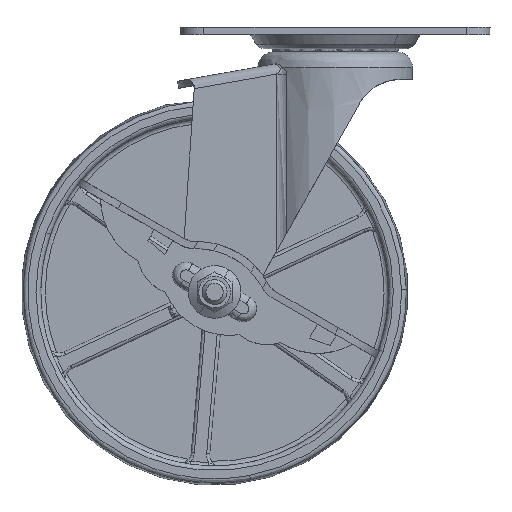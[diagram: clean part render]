
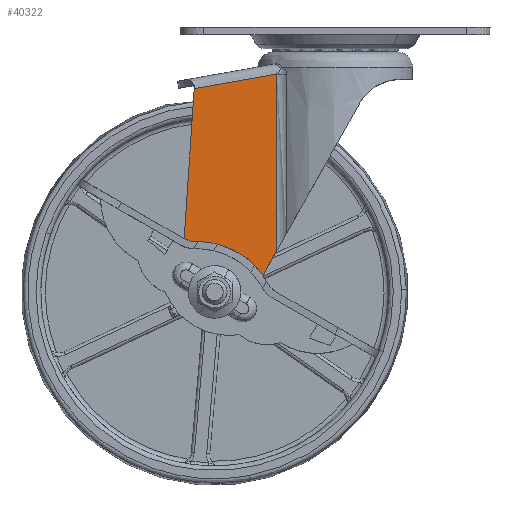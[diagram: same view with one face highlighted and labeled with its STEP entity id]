
A CAD part, front view. The second image highlights one B-rep face of the part: STEP entity #40322.
In plain terms, the highlighted free-form (B-spline) face has degree [1, 1] with [2, 2] control points.
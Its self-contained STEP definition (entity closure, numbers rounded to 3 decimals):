
#36498=CARTESIAN_POINT('',(-3.054,-18.3,-2.583));
#36499=VERTEX_POINT('',#36498);
#36505=CARTESIAN_POINT('',(0.0,-18.3,-4.0));
#36506=VERTEX_POINT('',#36505);
#36507=CARTESIAN_POINT('',(-3.054,-18.3,-2.583));
#36508=CARTESIAN_POINT('',(-2.797,-18.3,-2.887));
#36509=CARTESIAN_POINT('',(-2.274,-18.3,-3.345));
#36510=CARTESIAN_POINT('',(-1.231,-18.3,-3.864));
#36511=CARTESIAN_POINT('',(-0.471,-18.3,-4.));
#36512=CARTESIAN_POINT('',(0.0,-18.3,-4.0));
#36513=B_SPLINE_CURVE_WITH_KNOTS('',3,(#36507,#36508,#36509,#36510,#36511,#36512),.UNSPECIFIED.,.F.,.U.,(4,1,1,4),(0.,1.195,2.063,3.475),.UNSPECIFIED.);
#36514=EDGE_CURVE('',#36499,#36506,#36513,.T.);
#36516=CARTESIAN_POINT('',(4.,-18.3,0.));
#36517=VERTEX_POINT('',#36516);
#36518=CARTESIAN_POINT('',(0.0,-18.3,-4.0));
#36519=CARTESIAN_POINT('',(0.491,-18.3,-4.));
#36520=CARTESIAN_POINT('',(1.276,-18.3,-3.854));
#36521=CARTESIAN_POINT('',(2.182,-18.3,-3.383));
#36522=CARTESIAN_POINT('',(2.823,-18.3,-2.87));
#36523=CARTESIAN_POINT('',(3.353,-18.3,-2.24));
#36524=CARTESIAN_POINT('',(3.854,-18.3,-1.276));
#36525=CARTESIAN_POINT('',(4.,-18.3,-0.491));
#36526=CARTESIAN_POINT('',(4.,-18.3,0.));
#36527=B_SPLINE_CURVE_WITH_KNOTS('',3,(#36518,#36519,#36520,#36521,#36522,#36523,#36524,#36525,#36526),.UNSPECIFIED.,.F.,.U.,(4,1,1,1,1,1,4),(0.,1.473,2.356,3.044,3.927,4.811,6.283),.UNSPECIFIED.);
#36528=EDGE_CURVE('',#36506,#36517,#36527,.T.);
#36530=CARTESIAN_POINT('',(0.0,-18.3,4.0));
#36531=VERTEX_POINT('',#36530);
#36532=CARTESIAN_POINT('',(4.,-18.3,0.));
#36533=CARTESIAN_POINT('',(4.001,-18.3,0.556));
#36534=CARTESIAN_POINT('',(3.833,-18.3,1.341));
#36535=CARTESIAN_POINT('',(3.279,-18.3,2.348));
#36536=CARTESIAN_POINT('',(2.732,-18.3,2.967));
#36537=CARTESIAN_POINT('',(1.987,-18.3,3.506));
#36538=CARTESIAN_POINT('',(1.113,-18.3,3.893));
#36539=CARTESIAN_POINT('',(0.393,-18.3,4.));
#36540=CARTESIAN_POINT('',(0.0,-18.3,4.0));
#36541=B_SPLINE_CURVE_WITH_KNOTS('',3,(#36532,#36533,#36534,#36535,#36536,#36537,#36538,#36539,#36540),.UNSPECIFIED.,.F.,.U.,(4,1,1,1,1,1,4),(0.,1.669,2.356,3.436,4.123,5.105,6.283),.UNSPECIFIED.);
#36542=EDGE_CURVE('',#36517,#36531,#36541,.T.);
#36544=CARTESIAN_POINT('',(-2.753,-18.3,2.901));
#36545=VERTEX_POINT('',#36544);
#36546=CARTESIAN_POINT('',(0.0,-18.3,4.0));
#36547=CARTESIAN_POINT('',(-0.475,-18.3,4.));
#36548=CARTESIAN_POINT('',(-1.487,-18.3,3.818));
#36549=CARTESIAN_POINT('',(-2.364,-18.3,3.272));
#36550=CARTESIAN_POINT('',(-2.753,-18.3,2.901));
#36551=B_SPLINE_CURVE_WITH_KNOTS('',3,(#36546,#36547,#36548,#36549,#36550),.UNSPECIFIED.,.F.,.U.,(4,1,4),(0.,1.424,3.037),.UNSPECIFIED.);
#36552=EDGE_CURVE('',#36531,#36545,#36551,.T.);
#36633=CARTESIAN_POINT('',(-4.,-18.3,0.));
#36634=VERTEX_POINT('',#36633);
#36635=CARTESIAN_POINT('',(-2.753,-18.3,2.901));
#36636=CARTESIAN_POINT('',(-3.122,-18.3,2.553));
#36637=CARTESIAN_POINT('',(-3.762,-18.3,1.656));
#36638=CARTESIAN_POINT('',(-4.001,-18.3,0.575));
#36639=CARTESIAN_POINT('',(-4.,-18.3,0.));
#36640=B_SPLINE_CURVE_WITH_KNOTS('',3,(#36635,#36636,#36637,#36638,#36639),.UNSPECIFIED.,.F.,.U.,(4,1,4),(0.,1.522,3.246),.UNSPECIFIED.);
#36641=EDGE_CURVE('',#36545,#36634,#36640,.T.);
#36643=CARTESIAN_POINT('',(-4.,-18.3,0.));
#36644=CARTESIAN_POINT('',(-4.,-18.3,-0.38));
#36645=CARTESIAN_POINT('',(-3.866,-18.3,-1.316));
#36646=CARTESIAN_POINT('',(-3.414,-18.3,-2.159));
#36647=CARTESIAN_POINT('',(-3.054,-18.3,-2.583));
#36648=B_SPLINE_CURVE_WITH_KNOTS('',3,(#36643,#36644,#36645,#36646,#36647),.UNSPECIFIED.,.F.,.U.,(4,1,4),(0.,1.141,2.808),.UNSPECIFIED.);
#36649=EDGE_CURVE('',#36634,#36499,#36648,.T.);
#38883=CARTESIAN_POINT('',(20.103,-18.3,70.41));
#38884=VERTEX_POINT('',#38883);
#38952=CARTESIAN_POINT('',(20.103,-18.3,13.332));
#38953=VERTEX_POINT('',#38952);
#38968=CARTESIAN_POINT('',(20.103,-18.3,13.332));
#38969=CARTESIAN_POINT('',(20.103,-18.3,70.41));
#38970=QUASI_UNIFORM_CURVE('',1,(#38968,#38969),.UNSPECIFIED.,.F.,.U.);
#38971=EDGE_CURVE('',#38953,#38884,#38970,.T.);
#39505=CARTESIAN_POINT('',(-6.6,-18.3,65.701));
#39506=VERTEX_POINT('',#39505);
#39514=CARTESIAN_POINT('',(20.103,-18.3,70.41));
#39515=CARTESIAN_POINT('',(-6.6,-18.3,65.701));
#39516=QUASI_UNIFORM_CURVE('',1,(#39514,#39515),.UNSPECIFIED.,.F.,.U.);
#39517=EDGE_CURVE('',#38884,#39506,#39516,.T.);
#39845=CARTESIAN_POINT('',(-10.975,-18.3,0.739));
#39846=VERTEX_POINT('',#39845);
#39852=CARTESIAN_POINT('',(-10.975,-18.3,0.739));
#39853=CARTESIAN_POINT('',(-6.6,-18.3,65.701));
#39854=QUASI_UNIFORM_CURVE('',1,(#39852,#39853),.UNSPECIFIED.,.F.,.U.);
#39855=EDGE_CURVE('',#39846,#39506,#39854,.T.);
#39924=CARTESIAN_POINT('',(9.591,-18.3,-5.386));
#39925=VERTEX_POINT('',#39924);
#39926=CARTESIAN_POINT('',(20.103,-18.3,13.332));
#39927=CARTESIAN_POINT('',(9.591,-18.3,-5.386));
#39928=QUASI_UNIFORM_CURVE('',1,(#39926,#39927),.UNSPECIFIED.,.F.,.U.);
#39929=EDGE_CURVE('',#38953,#39925,#39928,.T.);
#40173=CARTESIAN_POINT('',(-10.975,-18.3,0.739));
#40174=CARTESIAN_POINT('',(-11.04,-18.3,-0.224));
#40175=CARTESIAN_POINT('',(-10.945,-18.3,-1.702));
#40176=CARTESIAN_POINT('',(-10.337,-18.3,-3.944));
#40177=CARTESIAN_POINT('',(-9.425,-18.3,-5.836));
#40178=CARTESIAN_POINT('',(-7.868,-18.3,-7.822));
#40179=CARTESIAN_POINT('',(-5.869,-18.3,-9.437));
#40180=CARTESIAN_POINT('',(-3.359,-18.3,-10.593));
#40181=CARTESIAN_POINT('',(-0.986,-18.3,-11.035));
#40182=CARTESIAN_POINT('',(1.3,-18.3,-10.986));
#40183=CARTESIAN_POINT('',(3.202,-18.3,-10.59));
#40184=CARTESIAN_POINT('',(4.994,-18.3,-9.853));
#40185=CARTESIAN_POINT('',(6.515,-18.3,-8.924));
#40186=CARTESIAN_POINT('',(8.16,-18.3,-7.506));
#40187=CARTESIAN_POINT('',(9.119,-18.3,-6.228));
#40188=CARTESIAN_POINT('',(9.591,-18.3,-5.386));
#40189=B_SPLINE_CURVE_WITH_KNOTS('',3,(#40173,#40174,#40175,#40176,#40177,#40178,#40179,#40180,#40181,#40182,#40183,#40184,#40185,#40186,#40187,#40188),.UNSPECIFIED.,.F.,.U.,(4,1,1,1,1,1,1,1,1,1,1,1,1,4),(0.,2.897,4.404,6.954,9.156,11.937,14.603,17.384,19.123,21.441,23.179,24.917,26.772,29.669),.UNSPECIFIED.);
#40190=EDGE_CURVE('',#39846,#39925,#40189,.T.);
#40302=CARTESIAN_POINT('',(-12.551,-18.3,74.476));
#40303=CARTESIAN_POINT('',(-12.551,-18.3,-15.064));
#40304=CARTESIAN_POINT('',(21.656,-18.3,74.476));
#40305=CARTESIAN_POINT('',(21.656,-18.3,-15.064));
#40306=B_SPLINE_SURFACE_WITH_KNOTS('',1,1,((#40302,#40304),(#40303,#40305)),.UNSPECIFIED.,.F.,.F.,.U.,(2,2),(2,2),(0.0,89.54),(0.0,34.207),.UNSPECIFIED.);
#40307=ORIENTED_EDGE('',*,*,#39929,.F.);
#40308=ORIENTED_EDGE('',*,*,#38971,.T.);
#40309=ORIENTED_EDGE('',*,*,#39517,.T.);
#40310=ORIENTED_EDGE('',*,*,#39855,.F.);
#40311=ORIENTED_EDGE('',*,*,#40190,.T.);
#40312=EDGE_LOOP('',(#40307,#40308,#40309,#40310,#40311));
#40313=FACE_OUTER_BOUND('',#40312,.T.);
#40314=ORIENTED_EDGE('',*,*,#36528,.F.);
#40315=ORIENTED_EDGE('',*,*,#36514,.F.);
#40316=ORIENTED_EDGE('',*,*,#36649,.F.);
#40317=ORIENTED_EDGE('',*,*,#36641,.F.);
#40318=ORIENTED_EDGE('',*,*,#36552,.F.);
#40319=ORIENTED_EDGE('',*,*,#36542,.F.);
#40320=EDGE_LOOP('',(#40314,#40315,#40316,#40317,#40318,#40319));
#40321=FACE_BOUND('',#40320,.T.);
#40322=ADVANCED_FACE('',(#40313,#40321),#40306,.T.);
